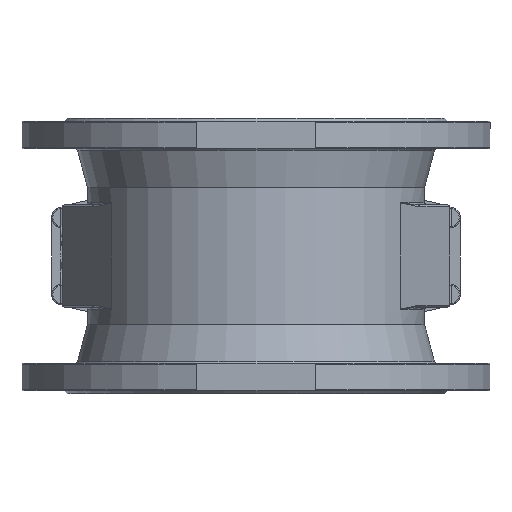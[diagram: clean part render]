
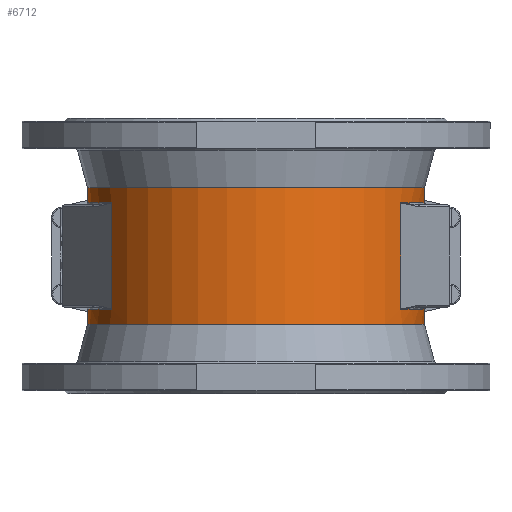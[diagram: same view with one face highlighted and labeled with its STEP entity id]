
A CAD part, front view. The second image highlights one B-rep face of the part: STEP entity #6712.
In plain terms, the highlighted cylindrical face has radius 165 mm (diameter 330 mm), a full revolution.
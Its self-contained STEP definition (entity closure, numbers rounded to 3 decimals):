
#652=LINE('',#12856,#1040);
#656=LINE('',#13045,#1044);
#686=LINE('',#13296,#1074);
#690=LINE('',#13325,#1078);
#694=LINE('',#13508,#1082);
#702=LINE('',#13612,#1090);
#703=LINE('',#13613,#1091);
#704=LINE('',#13614,#1092);
#1040=VECTOR('',#8793,10.);
#1044=VECTOR('',#8815,10.);
#1074=VECTOR('',#8991,10.);
#1078=VECTOR('',#9017,10.);
#1082=VECTOR('',#9043,10.);
#1090=VECTOR('',#9109,165.);
#1091=VECTOR('',#9110,165.);
#1092=VECTOR('',#9111,10.);
#1215=CYLINDRICAL_SURFACE('',#7453,165.);
#1577=FACE_OUTER_BOUND('',#2028,.T.);
#2028=EDGE_LOOP('',(#5787,#5788,#5789,#5790,#5791,#5792,#5793,#5794,#5795,
#5796,#5797,#5798,#5799,#5800,#5801,#5802,#5803,#5804,#5805,#5806,#5807,
#5808));
#2328=CIRCLE('',#7311,165.);
#2329=CIRCLE('',#7312,165.);
#2336=CIRCLE('',#7325,165.);
#2342=CIRCLE('',#7337,165.);
#2366=CIRCLE('',#7369,165.);
#2368=CIRCLE('',#7371,165.);
#2379=CIRCLE('',#7406,165.);
#2380=CIRCLE('',#7407,165.);
#2385=CIRCLE('',#7418,165.);
#2392=CIRCLE('',#7432,165.);
#2401=CIRCLE('',#7450,165.);
#2402=CIRCLE('',#7451,165.);
#3079=VERTEX_POINT('',#12818);
#3080=VERTEX_POINT('',#12839);
#3081=VERTEX_POINT('',#12841);
#3084=VERTEX_POINT('',#12855);
#3088=VERTEX_POINT('',#12950);
#3092=VERTEX_POINT('',#13044);
#3095=VERTEX_POINT('',#13058);
#3117=VERTEX_POINT('',#13173);
#3118=VERTEX_POINT('',#13174);
#3128=VERTEX_POINT('',#13275);
#3130=VERTEX_POINT('',#13300);
#3131=VERTEX_POINT('',#13302);
#3134=VERTEX_POINT('',#13316);
#3138=VERTEX_POINT('',#13414);
#3142=VERTEX_POINT('',#13506);
#3145=VERTEX_POINT('',#13520);
#3152=VERTEX_POINT('',#13606);
#3153=VERTEX_POINT('',#13607);
#3904=EDGE_CURVE('',#3080,#3079,#2328,.T.);
#3905=EDGE_CURVE('',#3081,#3080,#2329,.T.);
#3912=EDGE_CURVE('',#3084,#3081,#652,.T.);
#3921=EDGE_CURVE('',#3088,#3084,#2336,.T.);
#3929=EDGE_CURVE('',#3092,#3088,#656,.T.);
#3936=EDGE_CURVE('',#3095,#3092,#2342,.T.);
#3967=EDGE_CURVE('',#3117,#3118,#2366,.T.);
#3969=EDGE_CURVE('',#3118,#3117,#2368,.T.);
#4001=EDGE_CURVE('',#3128,#3079,#686,.T.);
#4004=EDGE_CURVE('',#3130,#3131,#2379,.T.);
#4005=EDGE_CURVE('',#3131,#3128,#2380,.T.);
#4012=EDGE_CURVE('',#3134,#3130,#690,.T.);
#4021=EDGE_CURVE('',#3138,#3134,#2385,.T.);
#4029=EDGE_CURVE('',#3142,#3138,#694,.T.);
#4036=EDGE_CURVE('',#3145,#3142,#2392,.T.);
#4051=EDGE_CURVE('',#3152,#3153,#2401,.T.);
#4052=EDGE_CURVE('',#3153,#3152,#2402,.T.);
#4054=EDGE_CURVE('',#3118,#3080,#702,.T.);
#4055=EDGE_CURVE('',#3131,#3153,#703,.T.);
#4056=EDGE_CURVE('',#3145,#3095,#704,.T.);
#5787=ORIENTED_EDGE('',*,*,#3967,.T.);
#5788=ORIENTED_EDGE('',*,*,#4054,.T.);
#5789=ORIENTED_EDGE('',*,*,#3904,.T.);
#5790=ORIENTED_EDGE('',*,*,#4001,.F.);
#5791=ORIENTED_EDGE('',*,*,#4005,.F.);
#5792=ORIENTED_EDGE('',*,*,#4055,.T.);
#5793=ORIENTED_EDGE('',*,*,#4051,.F.);
#5794=ORIENTED_EDGE('',*,*,#4052,.F.);
#5795=ORIENTED_EDGE('',*,*,#4055,.F.);
#5796=ORIENTED_EDGE('',*,*,#4004,.F.);
#5797=ORIENTED_EDGE('',*,*,#4012,.F.);
#5798=ORIENTED_EDGE('',*,*,#4021,.F.);
#5799=ORIENTED_EDGE('',*,*,#4029,.F.);
#5800=ORIENTED_EDGE('',*,*,#4036,.F.);
#5801=ORIENTED_EDGE('',*,*,#4056,.T.);
#5802=ORIENTED_EDGE('',*,*,#3936,.T.);
#5803=ORIENTED_EDGE('',*,*,#3929,.T.);
#5804=ORIENTED_EDGE('',*,*,#3921,.T.);
#5805=ORIENTED_EDGE('',*,*,#3912,.T.);
#5806=ORIENTED_EDGE('',*,*,#3905,.T.);
#5807=ORIENTED_EDGE('',*,*,#4054,.F.);
#5808=ORIENTED_EDGE('',*,*,#3969,.T.);
#6712=ADVANCED_FACE('',(#1577),#1215,.T.);
#7311=AXIS2_PLACEMENT_3D('',#12840,#8771,#8772);
#7312=AXIS2_PLACEMENT_3D('',#12842,#8773,#8774);
#7325=AXIS2_PLACEMENT_3D('',#12951,#8804,#8805);
#7337=AXIS2_PLACEMENT_3D('',#13059,#8833,#8834);
#7369=AXIS2_PLACEMENT_3D('',#13175,#8902,#8903);
#7371=AXIS2_PLACEMENT_3D('',#13177,#8906,#8907);
#7406=AXIS2_PLACEMENT_3D('',#13303,#8998,#8999);
#7407=AXIS2_PLACEMENT_3D('',#13304,#9000,#9001);
#7418=AXIS2_PLACEMENT_3D('',#13423,#9027,#9028);
#7432=AXIS2_PLACEMENT_3D('',#13529,#9060,#9061);
#7450=AXIS2_PLACEMENT_3D('',#13608,#9101,#9102);
#7451=AXIS2_PLACEMENT_3D('',#13609,#9103,#9104);
#7453=AXIS2_PLACEMENT_3D('',#13611,#9107,#9108);
#8771=DIRECTION('center_axis',(0.,0.,-1.));
#8772=DIRECTION('ref_axis',(0.935,0.356,0.));
#8773=DIRECTION('center_axis',(0.,0.,-1.));
#8774=DIRECTION('ref_axis',(0.935,0.356,0.));
#8793=DIRECTION('',(0.,0.,1.));
#8804=DIRECTION('center_axis',(0.,0.,-1.));
#8805=DIRECTION('ref_axis',(0.,1.,0.));
#8815=DIRECTION('',(0.,0.,-1.));
#8833=DIRECTION('center_axis',(0.,0.,-1.));
#8834=DIRECTION('ref_axis',(-0.935,0.356,0.));
#8902=DIRECTION('center_axis',(0.,0.,1.));
#8903=DIRECTION('ref_axis',(1.,0.,0.));
#8906=DIRECTION('center_axis',(0.,0.,1.));
#8907=DIRECTION('ref_axis',(1.,0.,0.));
#8991=DIRECTION('',(0.,0.,-1.));
#8998=DIRECTION('center_axis',(0.,0.,-1.));
#8999=DIRECTION('ref_axis',(0.935,0.356,0.));
#9000=DIRECTION('center_axis',(0.,0.,-1.));
#9001=DIRECTION('ref_axis',(0.935,0.356,0.));
#9017=DIRECTION('',(0.,0.,-1.));
#9027=DIRECTION('center_axis',(0.,0.,-1.));
#9028=DIRECTION('ref_axis',(0.,1.,0.));
#9043=DIRECTION('',(0.,0.,1.));
#9060=DIRECTION('center_axis',(0.,0.,-1.));
#9061=DIRECTION('ref_axis',(-0.935,0.356,0.));
#9101=DIRECTION('center_axis',(0.,0.,1.));
#9102=DIRECTION('ref_axis',(1.,0.,0.));
#9103=DIRECTION('center_axis',(0.,0.,1.));
#9104=DIRECTION('ref_axis',(1.,0.,0.));
#9107=DIRECTION('center_axis',(0.,0.,-1.));
#9108=DIRECTION('ref_axis',(-1.,0.,0.));
#9109=DIRECTION('',(0.,0.,1.));
#9110=DIRECTION('',(0.,0.,1.));
#9111=DIRECTION('',(0.,0.,-1.));
#12818=CARTESIAN_POINT('',(141.87,-84.249,-184.));
#12839=CARTESIAN_POINT('',(165.,0.,-184.));
#12840=CARTESIAN_POINT('Origin',(0.,0.,-184.));
#12841=CARTESIAN_POINT('',(51.377,156.797,-184.));
#12842=CARTESIAN_POINT('Origin',(0.,0.,-184.));
#12855=CARTESIAN_POINT('',(51.377,156.797,-194.));
#12856=CARTESIAN_POINT('',(51.377,156.797,-237.));
#12950=CARTESIAN_POINT('',(-51.377,156.797,-194.));
#12951=CARTESIAN_POINT('Origin',(0.,0.,-194.));
#13044=CARTESIAN_POINT('',(-51.377,156.797,-184.));
#13045=CARTESIAN_POINT('',(-51.377,156.797,-237.));
#13058=CARTESIAN_POINT('',(-141.87,-84.249,-184.));
#13059=CARTESIAN_POINT('Origin',(0.,0.,-184.));
#13173=CARTESIAN_POINT('',(-165.,0.,-198.737));
#13174=CARTESIAN_POINT('',(165.,0.,-198.737));
#13175=CARTESIAN_POINT('Origin',(0.,0.,-198.737));
#13177=CARTESIAN_POINT('Origin',(0.,0.,-198.737));
#13275=CARTESIAN_POINT('',(141.87,-84.249,-80.));
#13296=CARTESIAN_POINT('',(141.87,-84.249,-27.));
#13300=CARTESIAN_POINT('',(51.377,156.797,-80.));
#13302=CARTESIAN_POINT('',(165.,0.,-80.));
#13303=CARTESIAN_POINT('Origin',(0.,0.,-80.));
#13304=CARTESIAN_POINT('Origin',(0.,0.,-80.));
#13316=CARTESIAN_POINT('',(51.377,156.797,-70.));
#13325=CARTESIAN_POINT('',(51.377,156.797,-27.));
#13414=CARTESIAN_POINT('',(-51.377,156.797,-70.));
#13423=CARTESIAN_POINT('Origin',(0.,0.,-70.));
#13506=CARTESIAN_POINT('',(-51.377,156.797,-80.));
#13508=CARTESIAN_POINT('',(-51.377,156.797,-27.));
#13520=CARTESIAN_POINT('',(-141.87,-84.249,-80.));
#13529=CARTESIAN_POINT('Origin',(0.,0.,-80.));
#13606=CARTESIAN_POINT('',(-165.,0.,-65.263));
#13607=CARTESIAN_POINT('',(165.,0.,-65.263));
#13608=CARTESIAN_POINT('Origin',(0.,0.,-65.263));
#13609=CARTESIAN_POINT('Origin',(0.,0.,-65.263));
#13611=CARTESIAN_POINT('Origin',(0.,0.,-27.));
#13612=CARTESIAN_POINT('',(165.,0.,-27.));
#13613=CARTESIAN_POINT('',(165.,0.,-27.));
#13614=CARTESIAN_POINT('',(-141.87,-84.249,-27.));
